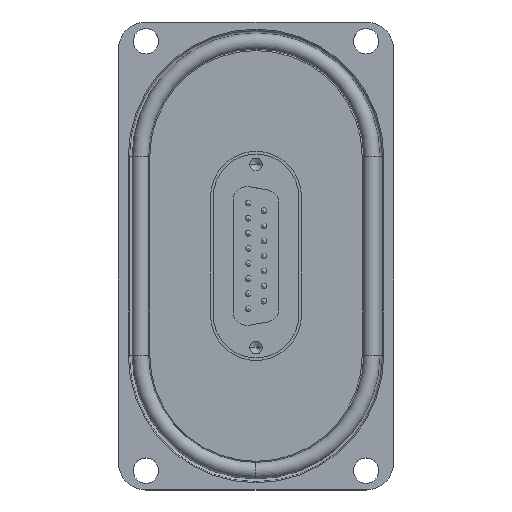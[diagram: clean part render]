
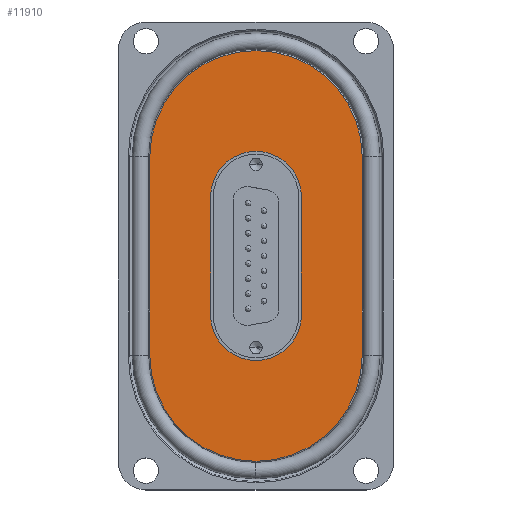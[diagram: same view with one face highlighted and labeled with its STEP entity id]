
A CAD part, top view. The second image highlights one B-rep face of the part: STEP entity #11910.
In plain terms, the highlighted planar face has unit normal (0, 0, 1).
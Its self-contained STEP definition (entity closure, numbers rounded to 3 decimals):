
#170 = LINE ( 'NONE', #7483, #6896 ) ;
#260 = CARTESIAN_POINT ( 'NONE',  ( 0., -10.75, 10. ) ) ;
#1070 = DIRECTION ( 'NONE',  ( 0., 0., 1. ) ) ;
#1089 = EDGE_LOOP ( 'NONE', ( #10060, #10095, #10119, #10207 ) ) ;
#1164 = CARTESIAN_POINT ( 'NONE',  ( 8.25, -10.75, 10. ) ) ;
#1241 = DIRECTION ( 'NONE',  ( 1., 0., 0. ) ) ;
#1586 = VERTEX_POINT ( 'NONE', #11572 ) ;
#1627 = VERTEX_POINT ( 'NONE', #1164 ) ;
#1864 = DIRECTION ( 'NONE',  ( 0., 1., 0. ) ) ;
#1978 = DIRECTION ( 'NONE',  ( 0., 0., 1. ) ) ;
#2073 = DIRECTION ( 'NONE',  ( 0., 0., 1. ) ) ;
#2415 = EDGE_CURVE ( 'NONE', #3832, #9250, #11022, .T. ) ;
#2499 = DIRECTION ( 'NONE',  ( 0., -1., 0. ) ) ;
#2736 = DIRECTION ( 'NONE',  ( 0., -1., 0. ) ) ;
#2766 = CIRCLE ( 'NONE', #12047, 8.25 ) ;
#3393 = CARTESIAN_POINT ( 'NONE',  ( -19.3, 0., 10. ) ) ;
#3832 = VERTEX_POINT ( 'NONE', #5023 ) ;
#3929 = PLANE ( 'NONE',  #8338 ) ;
#4065 = CIRCLE ( 'NONE', #11045, 19.3 ) ;
#4207 = VERTEX_POINT ( 'NONE', #4652 ) ;
#4362 = AXIS2_PLACEMENT_3D ( 'NONE', #260, #6960, #1241 ) ;
#4468 = DIRECTION ( 'NONE',  ( 0., 0., 1. ) ) ;
#4625 = CARTESIAN_POINT ( 'NONE',  ( 19.3, 0., 10. ) ) ;
#4652 = CARTESIAN_POINT ( 'NONE',  ( -8.25, 10.75, 10. ) ) ;
#4893 = CARTESIAN_POINT ( 'NONE',  ( 0., 0., 10. ) ) ;
#4954 = EDGE_CURVE ( 'NONE', #4207, #11259, #170, .T. ) ;
#5023 = CARTESIAN_POINT ( 'NONE',  ( 19.3, -18., 10. ) ) ;
#5564 = DIRECTION ( 'NONE',  ( 0., 1., 0. ) ) ;
#5587 = EDGE_CURVE ( 'NONE', #11259, #1627, #10047, .T. ) ;
#5633 = CARTESIAN_POINT ( 'NONE',  ( 8.25, 10.75, 10. ) ) ;
#5907 = VECTOR ( 'NONE', #5564, 1000. ) ;
#6115 = VERTEX_POINT ( 'NONE', #7990 ) ;
#6192 = VECTOR ( 'NONE', #1864, 1000. ) ;
#6559 = CIRCLE ( 'NONE', #8094, 19.3 ) ;
#6794 = CARTESIAN_POINT ( 'NONE',  ( 0., -18., 10. ) ) ;
#6896 = VECTOR ( 'NONE', #2736, 1000. ) ;
#6960 = DIRECTION ( 'NONE',  ( 0., 0., 1. ) ) ;
#7301 = VECTOR ( 'NONE', #2499, 1000. ) ;
#7311 = FACE_BOUND ( 'NONE', #1089, .T. ) ;
#7483 = CARTESIAN_POINT ( 'NONE',  ( -8.25, 10.75, 10. ) ) ;
#7514 = EDGE_CURVE ( 'NONE', #1627, #1586, #11313, .T. ) ;
#7680 = CARTESIAN_POINT ( 'NONE',  ( 0., 10.75, 10. ) ) ;
#7768 = DIRECTION ( 'NONE',  ( 1., 0., 0. ) ) ;
#7990 = CARTESIAN_POINT ( 'NONE',  ( -19.3, 18., 10. ) ) ;
#8094 = AXIS2_PLACEMENT_3D ( 'NONE', #10177, #4468, #11165 ) ;
#8148 = CARTESIAN_POINT ( 'NONE',  ( -19.3, -18., 10. ) ) ;
#8171 = EDGE_CURVE ( 'NONE', #1586, #4207, #2766, .T. ) ;
#8338 = AXIS2_PLACEMENT_3D ( 'NONE', #4893, #2073, #8746 ) ;
#8644 = CARTESIAN_POINT ( 'NONE',  ( 19.3, 18., 10. ) ) ;
#8657 = DIRECTION ( 'NONE',  ( 1., 0., 0. ) ) ;
#8746 = DIRECTION ( 'NONE',  ( 1., 0., 0. ) ) ;
#8902 = VERTEX_POINT ( 'NONE', #8148 ) ;
#9250 = VERTEX_POINT ( 'NONE', #8644 ) ;
#9600 = EDGE_LOOP ( 'NONE', ( #10242, #10292, #10319, #10416 ) ) ;
#9865 = LINE ( 'NONE', #3393, #7301 ) ;
#10047 = CIRCLE ( 'NONE', #4362, 8.25 ) ;
#10060 = ORIENTED_EDGE ( 'NONE', *, *, #8171, .F. ) ;
#10095 = ORIENTED_EDGE ( 'NONE', *, *, #7514, .F. ) ;
#10119 = ORIENTED_EDGE ( 'NONE', *, *, #5587, .F. ) ;
#10177 = CARTESIAN_POINT ( 'NONE',  ( 0., 18., 10. ) ) ;
#10207 = ORIENTED_EDGE ( 'NONE', *, *, #4954, .F. ) ;
#10242 = ORIENTED_EDGE ( 'NONE', *, *, #2415, .T. ) ;
#10292 = ORIENTED_EDGE ( 'NONE', *, *, #12225, .T. ) ;
#10305 = EDGE_CURVE ( 'NONE', #8902, #3832, #4065, .T. ) ;
#10319 = ORIENTED_EDGE ( 'NONE', *, *, #11595, .T. ) ;
#10416 = ORIENTED_EDGE ( 'NONE', *, *, #10305, .T. ) ;
#11022 = LINE ( 'NONE', #4625, #5907 ) ;
#11045 = AXIS2_PLACEMENT_3D ( 'NONE', #6794, #1070, #7768 ) ;
#11165 = DIRECTION ( 'NONE',  ( 1., 0., 0. ) ) ;
#11259 = VERTEX_POINT ( 'NONE', #11276 ) ;
#11276 = CARTESIAN_POINT ( 'NONE',  ( -8.25, -10.75, 10. ) ) ;
#11313 = LINE ( 'NONE', #5633, #6192 ) ;
#11572 = CARTESIAN_POINT ( 'NONE',  ( 8.25, 10.75, 10. ) ) ;
#11595 = EDGE_CURVE ( 'NONE', #6115, #8902, #9865, .T. ) ;
#11910 = ADVANCED_FACE ( 'NONE', ( #7311, #12103 ), #3929, .T. ) ;
#12047 = AXIS2_PLACEMENT_3D ( 'NONE', #7680, #1978, #8657 ) ;
#12103 = FACE_OUTER_BOUND ( 'NONE', #9600, .T. ) ;
#12225 = EDGE_CURVE ( 'NONE', #9250, #6115, #6559, .T. ) ;
